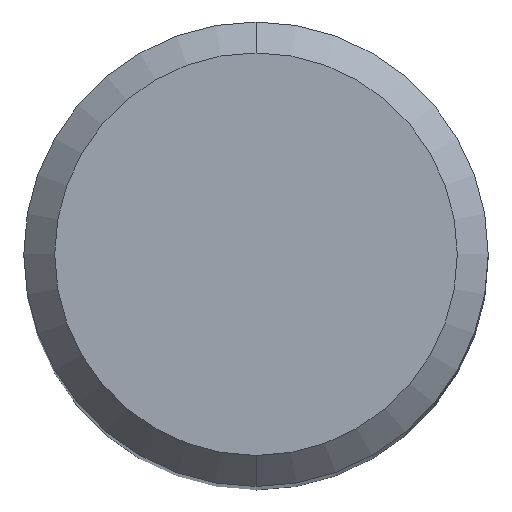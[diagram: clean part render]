
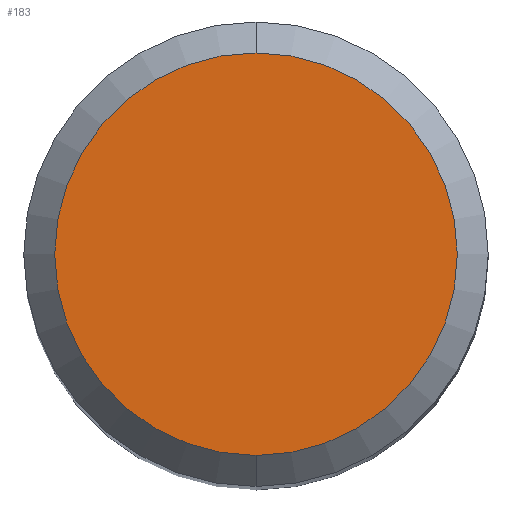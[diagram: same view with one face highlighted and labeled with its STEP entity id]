
A CAD part, top view. The second image highlights one B-rep face of the part: STEP entity #183.
In plain terms, the highlighted planar face has unit normal (0, 0, 1).
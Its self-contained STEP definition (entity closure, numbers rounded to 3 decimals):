
#147=VERTEX_POINT('',#318);
#149=EDGE_CURVE('',#161,#147,#320,.T.);
#161=VERTEX_POINT('',#334);
#183=ADVANCED_FACE('',(#357),#358,.T.);
#211=EDGE_CURVE('',#147,#161,#390,.T.);
#318=CARTESIAN_POINT('',(0.0,2.6,0.0));
#320=CIRCLE('',#511,2.6);
#334=CARTESIAN_POINT('',(0.,-2.6,0.0));
#357=FACE_OUTER_BOUND('',#561,.T.);
#358=PLANE('',#562);
#390=CIRCLE('',#599,2.6);
#511=AXIS2_PLACEMENT_3D('',#735,#736,#737);
#561=EDGE_LOOP('',(#777,#778));
#562=AXIS2_PLACEMENT_3D('',#779,#780,#781);
#599=AXIS2_PLACEMENT_3D('',#813,#814,#815);
#735=CARTESIAN_POINT('',(0.0,0.0,0.0));
#736=DIRECTION('',(0.0,0.0,-1.0));
#737=DIRECTION('',(0.0,1.0,0.0));
#777=ORIENTED_EDGE('',*,*,#211,.F.);
#778=ORIENTED_EDGE('',*,*,#149,.F.);
#779=CARTESIAN_POINT('',(0.0,1.3,0.0));
#780=DIRECTION('',(-0.0,0.0,1.0));
#781=DIRECTION('',(0.0,-1.0,0.0));
#813=CARTESIAN_POINT('',(0.0,0.0,0.0));
#814=DIRECTION('',(0.0,0.0,-1.0));
#815=DIRECTION('',(0.0,1.0,0.0));
